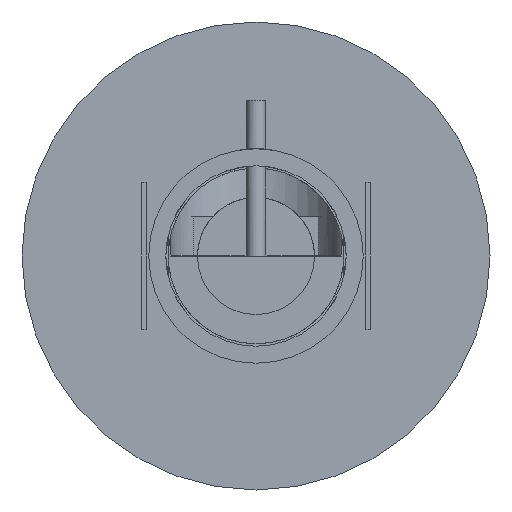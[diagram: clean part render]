
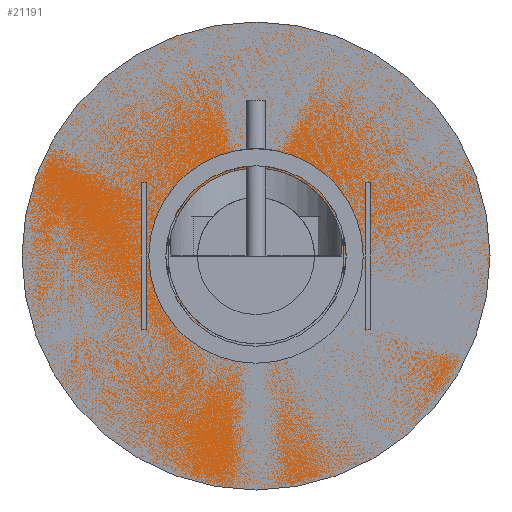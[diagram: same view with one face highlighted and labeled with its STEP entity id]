
A CAD part, left-side view. The second image highlights one B-rep face of the part: STEP entity #21191.
In plain terms, the highlighted planar face has unit normal (-1, 0, 0).
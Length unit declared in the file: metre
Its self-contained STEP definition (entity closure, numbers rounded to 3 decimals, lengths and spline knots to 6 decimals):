
#21113 = CYLINDRICAL_SURFACE('',#21114,4800.);
#21114 = AXIS2_PLACEMENT_3D('',#21115,#21116,#21117);
#21115 = CARTESIAN_POINT('',(4800.,0.,0.));
#21116 = DIRECTION('',(1.,0.,0.));
#21117 = DIRECTION('',(0.,0.,-1.));
#21138 = VERTEX_POINT('',#21139);
#21139 = CARTESIAN_POINT('',(4800.,0.,-4800.));
#21160 = EDGE_CURVE('',#21138,#21138,#21161,.T.);
#21161 = SURFACE_CURVE('',#21162,(#21167,#21174),.PCURVE_S1.);
#21162 = CIRCLE('',#21163,4800.);
#21163 = AXIS2_PLACEMENT_3D('',#21164,#21165,#21166);
#21164 = CARTESIAN_POINT('',(4800.,0.,0.));
#21165 = DIRECTION('',(1.,-0.,0.));
#21166 = DIRECTION('',(0.,0.,-1.));
#21167 = PCURVE('',#21113,#21168);
#21168 = DEFINITIONAL_REPRESENTATION('',(#21169),#21173);
#21169 = LINE('',#21170,#21171);
#21170 = CARTESIAN_POINT('',(0.,0.));
#21171 = VECTOR('',#21172,1.);
#21172 = DIRECTION('',(1.,0.));
#21173 = ( GEOMETRIC_REPRESENTATION_CONTEXT(2) 
PARAMETRIC_REPRESENTATION_CONTEXT() REPRESENTATION_CONTEXT('2D SPACE',''
  ) );
#21174 = PCURVE('',#21175,#21180);
#21175 = PLANE('',#21176);
#21176 = AXIS2_PLACEMENT_3D('',#21177,#21178,#21179);
#21177 = CARTESIAN_POINT('',(4800.,0.,0.));
#21178 = DIRECTION('',(1.,0.,0.));
#21179 = DIRECTION('',(0.,0.,-1.));
#21180 = DEFINITIONAL_REPRESENTATION('',(#21181),#21185);
#21181 = CIRCLE('',#21182,4800.);
#21182 = AXIS2_PLACEMENT_2D('',#21183,#21184);
#21183 = CARTESIAN_POINT('',(0.,0.));
#21184 = DIRECTION('',(1.,0.));
#21185 = ( GEOMETRIC_REPRESENTATION_CONTEXT(2) 
PARAMETRIC_REPRESENTATION_CONTEXT() REPRESENTATION_CONTEXT('2D SPACE',''
  ) );
#21191 = ADVANCED_FACE('',(#21192),#21175,.F.);
#21192 = FACE_BOUND('',#21193,.T.);
#21193 = EDGE_LOOP('',(#21194));
#21194 = ORIENTED_EDGE('',*,*,#21160,.F.);
